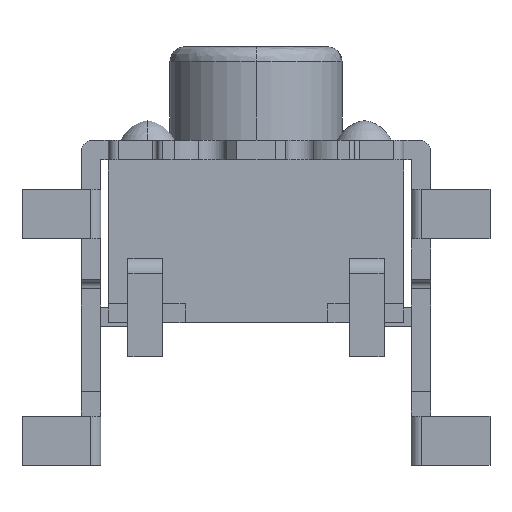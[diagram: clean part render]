
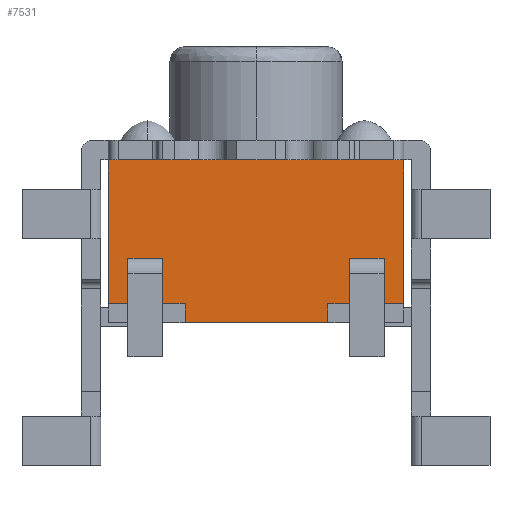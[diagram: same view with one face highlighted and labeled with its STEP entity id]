
A CAD part, left-side view. The second image highlights one B-rep face of the part: STEP entity #7531.
In plain terms, the highlighted planar face has unit normal (-1, 0, 0).
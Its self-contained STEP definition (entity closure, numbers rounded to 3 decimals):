
#34 = LINE ( 'NONE', #2675, #1298 ) ;
#97 = VERTEX_POINT ( 'NONE', #3736 ) ;
#110 = DIRECTION ( 'NONE',  ( 0., -1., 0. ) ) ;
#180 = CARTESIAN_POINT ( 'NONE',  ( -3., 3., 2.92 ) ) ;
#199 = CARTESIAN_POINT ( 'NONE',  ( -3., -1.9, 0. ) ) ;
#334 = DIRECTION ( 'NONE',  ( 0., 0., 1. ) ) ;
#364 = EDGE_CURVE ( 'NONE', #7300, #7117, #4100, .T. ) ;
#433 = ORIENTED_EDGE ( 'NONE', *, *, #3012, .T. ) ;
#479 = VECTOR ( 'NONE', #8154, 1000. ) ;
#524 = LINE ( 'NONE', #3186, #3831 ) ;
#533 = EDGE_LOOP ( 'NONE', ( #7385, #7790, #5528, #5664, #2640, #1363, #4675, #3893 ) ) ;
#663 = EDGE_CURVE ( 'NONE', #1086, #4597, #8419, .T. ) ;
#686 = VECTOR ( 'NONE', #7059, 1000. ) ;
#757 = VECTOR ( 'NONE', #8298, 1000. ) ;
#808 = LINE ( 'NONE', #199, #7169 ) ;
#875 = FACE_OUTER_BOUND ( 'NONE', #533, .T. ) ;
#959 = VERTEX_POINT ( 'NONE', #7525 ) ;
#1030 = LINE ( 'NONE', #5783, #8307 ) ;
#1062 = EDGE_CURVE ( 'NONE', #3616, #7300, #8276, .T. ) ;
#1086 = VERTEX_POINT ( 'NONE', #3647 ) ;
#1298 = VECTOR ( 'NONE', #5341, 1000. ) ;
#1333 = CARTESIAN_POINT ( 'NONE',  ( -3., -3., 2.92 ) ) ;
#1346 = LINE ( 'NONE', #2746, #3545 ) ;
#1363 = ORIENTED_EDGE ( 'NONE', *, *, #1062, .T. ) ;
#1603 = EDGE_CURVE ( 'NONE', #8169, #5906, #4262, .T. ) ;
#1650 = DIRECTION ( 'NONE',  ( 0., -1., 0. ) ) ;
#1739 = ORIENTED_EDGE ( 'NONE', *, *, #4682, .T. ) ;
#1911 = VECTOR ( 'NONE', #110, 1000. ) ;
#1945 = EDGE_CURVE ( 'NONE', #2412, #2762, #6923, .T. ) ;
#2133 = EDGE_CURVE ( 'NONE', #97, #1086, #7095, .T. ) ;
#2172 = ORIENTED_EDGE ( 'NONE', *, *, #663, .T. ) ;
#2224 = VECTOR ( 'NONE', #3204, 1000. ) ;
#2329 = DIRECTION ( 'NONE',  ( 0., -1., 0. ) ) ;
#2338 = VERTEX_POINT ( 'NONE', #6080 ) ;
#2379 = DIRECTION ( 'NONE',  ( 0., 0., -1. ) ) ;
#2412 = VERTEX_POINT ( 'NONE', #5513 ) ;
#2476 = CARTESIAN_POINT ( 'NONE',  ( -3., -3., 2.92 ) ) ;
#2584 = CARTESIAN_POINT ( 'NONE',  ( -3., 1.44, 0. ) ) ;
#2640 = ORIENTED_EDGE ( 'NONE', *, *, #7704, .T. ) ;
#2675 = CARTESIAN_POINT ( 'NONE',  ( -3., -3., 0.72 ) ) ;
#2746 = CARTESIAN_POINT ( 'NONE',  ( -3., 1.9, 0.77 ) ) ;
#2762 = VERTEX_POINT ( 'NONE', #180 ) ;
#2785 = ORIENTED_EDGE ( 'NONE', *, *, #7380, .F. ) ;
#2821 = CARTESIAN_POINT ( 'NONE',  ( -3., -3., 0.72 ) ) ;
#2996 = CARTESIAN_POINT ( 'NONE',  ( -3., -3., 0.92 ) ) ;
#3005 = VERTEX_POINT ( 'NONE', #3615 ) ;
#3012 = EDGE_CURVE ( 'NONE', #3005, #97, #8112, .T. ) ;
#3186 = CARTESIAN_POINT ( 'NONE',  ( -3., -1.46, 0. ) ) ;
#3204 = DIRECTION ( 'NONE',  ( 0., 0., 1. ) ) ;
#3371 = ORIENTED_EDGE ( 'NONE', *, *, #3715, .F. ) ;
#3545 = VECTOR ( 'NONE', #7411, 1000. ) ;
#3568 = LINE ( 'NONE', #2996, #479 ) ;
#3601 = CARTESIAN_POINT ( 'NONE',  ( -3., 1.44, 0. ) ) ;
#3615 = CARTESIAN_POINT ( 'NONE',  ( -3., 1.9, 0.72 ) ) ;
#3616 = VERTEX_POINT ( 'NONE', #2584 ) ;
#3622 = PLANE ( 'NONE',  #6616 ) ;
#3647 = CARTESIAN_POINT ( 'NONE',  ( -3., 2.6, 0.92 ) ) ;
#3672 = LINE ( 'NONE', #4273, #4245 ) ;
#3715 = EDGE_CURVE ( 'NONE', #959, #8375, #4362, .T. ) ;
#3736 = CARTESIAN_POINT ( 'NONE',  ( -3., 2.6, 0.72 ) ) ;
#3831 = VECTOR ( 'NONE', #3876, 1000. ) ;
#3876 = DIRECTION ( 'NONE',  ( 0., 0., 1. ) ) ;
#3893 = ORIENTED_EDGE ( 'NONE', *, *, #7812, .T. ) ;
#3989 = CARTESIAN_POINT ( 'NONE',  ( -3., -1.46, 0. ) ) ;
#4100 = LINE ( 'NONE', #8048, #1911 ) ;
#4157 = CARTESIAN_POINT ( 'NONE',  ( -3., 3., 0. ) ) ;
#4218 = FACE_BOUND ( 'NONE', #6330, .T. ) ;
#4245 = VECTOR ( 'NONE', #1650, 1000. ) ;
#4262 = LINE ( 'NONE', #5378, #6119 ) ;
#4268 = FACE_BOUND ( 'NONE', #7083, .T. ) ;
#4273 = CARTESIAN_POINT ( 'NONE',  ( -3., -3., 0. ) ) ;
#4323 = CARTESIAN_POINT ( 'NONE',  ( -3., -1.9, 0.92 ) ) ;
#4342 = CARTESIAN_POINT ( 'NONE',  ( -3., -3., 0. ) ) ;
#4362 = LINE ( 'NONE', #7643, #8121 ) ;
#4377 = CARTESIAN_POINT ( 'NONE',  ( -3., -2.6, 0.92 ) ) ;
#4404 = LINE ( 'NONE', #2476, #757 ) ;
#4471 = CARTESIAN_POINT ( 'NONE',  ( -3., 2.6, 0. ) ) ;
#4597 = VERTEX_POINT ( 'NONE', #6078 ) ;
#4675 = ORIENTED_EDGE ( 'NONE', *, *, #364, .T. ) ;
#4682 = EDGE_CURVE ( 'NONE', #959, #2338, #34, .T. ) ;
#4971 = DIRECTION ( 'NONE',  ( 0., 0., 1. ) ) ;
#5112 = CARTESIAN_POINT ( 'NONE',  ( -3., 1.44, -0.38 ) ) ;
#5185 = EDGE_CURVE ( 'NONE', #8169, #2762, #4404, .T. ) ;
#5341 = DIRECTION ( 'NONE',  ( 0., 1., 0. ) ) ;
#5378 = CARTESIAN_POINT ( 'NONE',  ( -3., -3., 0. ) ) ;
#5513 = CARTESIAN_POINT ( 'NONE',  ( -3., 3., 0. ) ) ;
#5528 = ORIENTED_EDGE ( 'NONE', *, *, #5185, .T. ) ;
#5540 = CARTESIAN_POINT ( 'NONE',  ( -3., -3., 0. ) ) ;
#5624 = CARTESIAN_POINT ( 'NONE',  ( -3., -3., 0.92 ) ) ;
#5664 = ORIENTED_EDGE ( 'NONE', *, *, #1945, .F. ) ;
#5783 = CARTESIAN_POINT ( 'NONE',  ( -3., -3., 0. ) ) ;
#5823 = ORIENTED_EDGE ( 'NONE', *, *, #7064, .T. ) ;
#5906 = VERTEX_POINT ( 'NONE', #4342 ) ;
#5959 = VERTEX_POINT ( 'NONE', #3989 ) ;
#6078 = CARTESIAN_POINT ( 'NONE',  ( -3., 1.9, 0.92 ) ) ;
#6080 = CARTESIAN_POINT ( 'NONE',  ( -3., -1.9, 0.72 ) ) ;
#6119 = VECTOR ( 'NONE', #6839, 1000. ) ;
#6274 = EDGE_CURVE ( 'NONE', #5959, #5906, #1030, .T. ) ;
#6288 = ORIENTED_EDGE ( 'NONE', *, *, #2133, .T. ) ;
#6330 = EDGE_LOOP ( 'NONE', ( #1739, #5823, #7748, #3371 ) ) ;
#6616 = AXIS2_PLACEMENT_3D ( 'NONE', #5540, #6888, #7591 ) ;
#6662 = VERTEX_POINT ( 'NONE', #4323 ) ;
#6763 = CARTESIAN_POINT ( 'NONE',  ( -3., -1.46, -0.38 ) ) ;
#6839 = DIRECTION ( 'NONE',  ( 0., 0., -1. ) ) ;
#6848 = EDGE_CURVE ( 'NONE', #6662, #8375, #3568, .T. ) ;
#6888 = DIRECTION ( 'NONE',  ( -1., 0., 0. ) ) ;
#6923 = LINE ( 'NONE', #4157, #7388 ) ;
#7059 = DIRECTION ( 'NONE',  ( 0., -1., 0. ) ) ;
#7064 = EDGE_CURVE ( 'NONE', #2338, #6662, #808, .T. ) ;
#7083 = EDGE_LOOP ( 'NONE', ( #433, #6288, #2172, #2785 ) ) ;
#7095 = LINE ( 'NONE', #4471, #2224 ) ;
#7117 = VERTEX_POINT ( 'NONE', #6763 ) ;
#7169 = VECTOR ( 'NONE', #334, 1000. ) ;
#7300 = VERTEX_POINT ( 'NONE', #5112 ) ;
#7380 = EDGE_CURVE ( 'NONE', #3005, #4597, #1346, .T. ) ;
#7385 = ORIENTED_EDGE ( 'NONE', *, *, #6274, .T. ) ;
#7388 = VECTOR ( 'NONE', #8059, 1000. ) ;
#7411 = DIRECTION ( 'NONE',  ( 0., 0., 1. ) ) ;
#7525 = CARTESIAN_POINT ( 'NONE',  ( -3., -2.6, 0.72 ) ) ;
#7531 = ADVANCED_FACE ( 'NONE', ( #4218, #4268, #875 ), #3622, .T. ) ;
#7591 = DIRECTION ( 'NONE',  ( 0., 0., 1. ) ) ;
#7643 = CARTESIAN_POINT ( 'NONE',  ( -3., -2.6, 0.77 ) ) ;
#7704 = EDGE_CURVE ( 'NONE', #2412, #3616, #3672, .T. ) ;
#7748 = ORIENTED_EDGE ( 'NONE', *, *, #6848, .T. ) ;
#7790 = ORIENTED_EDGE ( 'NONE', *, *, #1603, .F. ) ;
#7799 = VECTOR ( 'NONE', #2379, 1000. ) ;
#7812 = EDGE_CURVE ( 'NONE', #7117, #5959, #524, .T. ) ;
#8048 = CARTESIAN_POINT ( 'NONE',  ( -3., -3., -0.38 ) ) ;
#8059 = DIRECTION ( 'NONE',  ( 0., 0., 1. ) ) ;
#8112 = LINE ( 'NONE', #2821, #8534 ) ;
#8121 = VECTOR ( 'NONE', #4971, 1000. ) ;
#8154 = DIRECTION ( 'NONE',  ( 0., -1., 0. ) ) ;
#8169 = VERTEX_POINT ( 'NONE', #1333 ) ;
#8241 = DIRECTION ( 'NONE',  ( 0., 1., 0. ) ) ;
#8276 = LINE ( 'NONE', #3601, #7799 ) ;
#8298 = DIRECTION ( 'NONE',  ( 0., 1., 0. ) ) ;
#8307 = VECTOR ( 'NONE', #2329, 1000. ) ;
#8375 = VERTEX_POINT ( 'NONE', #4377 ) ;
#8419 = LINE ( 'NONE', #5624, #686 ) ;
#8534 = VECTOR ( 'NONE', #8241, 1000. ) ;
